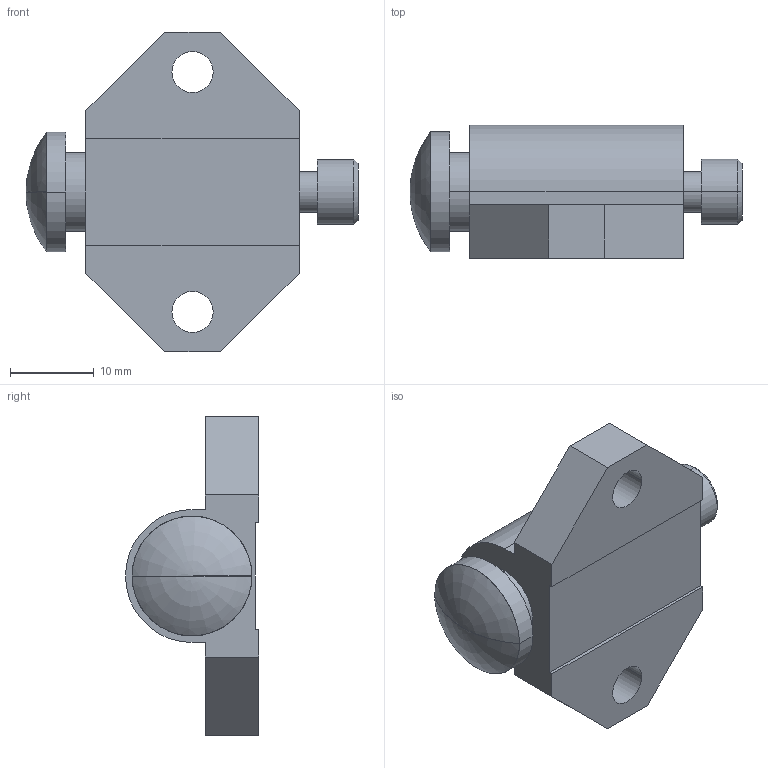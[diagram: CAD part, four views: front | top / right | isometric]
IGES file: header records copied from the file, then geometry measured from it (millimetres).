
Start section:  PTC IGES file: ilc66001400.igs
Global section: file name: ilc66001400.igs; native system: Pro/ENGINEER by Parametric Technology Corporation; preprocessor: 2004290; author: KR; organization: Unknown; date: 050628.102329; units: inch
Bounding box: 39.55 x 15.85 x 38.1 mm (x, y, z)
Surface area: 3538.3 mm2 (no closed solid volume)
Topology: 0 solids, 0 shells, 44 faces, 218 edges, 216 vertices
Faces by surface type: bspline 27, revolution 17
